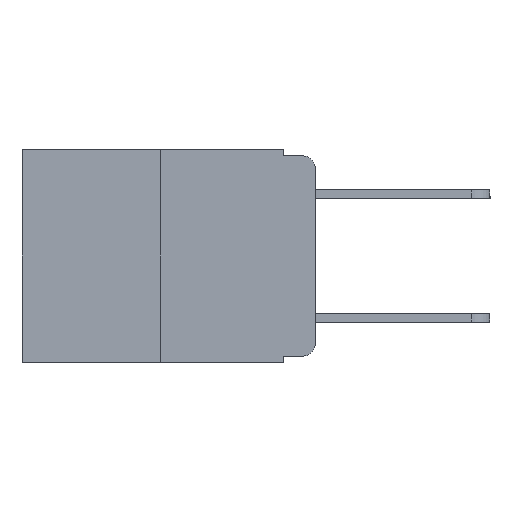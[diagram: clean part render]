
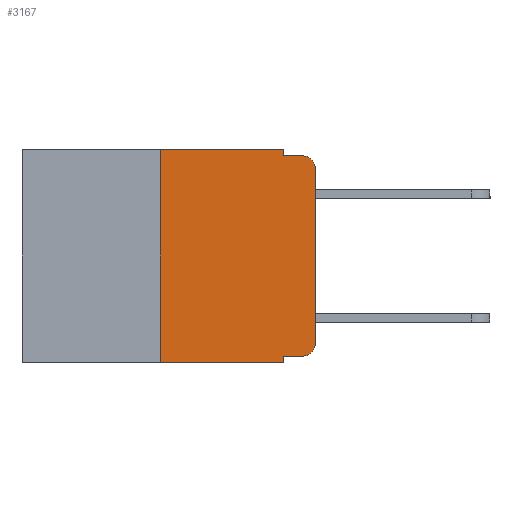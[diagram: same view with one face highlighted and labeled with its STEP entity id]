
A CAD part, left-side view. The second image highlights one B-rep face of the part: STEP entity #3167.
In plain terms, the highlighted planar face has unit normal (-1, 0, 0).
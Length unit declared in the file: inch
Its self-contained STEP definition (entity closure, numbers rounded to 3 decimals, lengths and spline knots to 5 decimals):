
#200 = VERTEX_POINT ( 'NONE', #11167 ) ;
#234 = CARTESIAN_POINT ( 'NONE',  ( 0., 0.473, -0.343 ) ) ;
#423 = DIRECTION ( 'NONE',  ( 1., 0., 0. ) ) ;
#493 = ORIENTED_EDGE ( 'NONE', *, *, #5415, .T. ) ;
#686 = LINE ( 'NONE', #7455, #8996 ) ;
#688 = PLANE ( 'NONE',  #2323 ) ;
#742 = CARTESIAN_POINT ( 'NONE',  ( 0., 0.473, 0. ) ) ;
#760 = DIRECTION ( 'NONE',  ( 0., -1., 0. ) ) ;
#801 = CARTESIAN_POINT ( 'NONE',  ( 0., 0.051, 0. ) ) ;
#1064 = ORIENTED_EDGE ( 'NONE', *, *, #5417, .T. ) ;
#1098 = VECTOR ( 'NONE', #7537, 39.37008 ) ;
#1211 = LINE ( 'NONE', #2193, #9960 ) ;
#1403 = VERTEX_POINT ( 'NONE', #3360 ) ;
#1739 = CARTESIAN_POINT ( 'NONE',  ( 0., 0., 0. ) ) ;
#1942 = VERTEX_POINT ( 'NONE', #5391 ) ;
#2193 = CARTESIAN_POINT ( 'NONE',  ( 0., 0.051, -0.333 ) ) ;
#2323 = AXIS2_PLACEMENT_3D ( 'NONE', #742, #423, #3340 ) ;
#2444 = VERTEX_POINT ( 'NONE', #12182 ) ;
#2849 = DIRECTION ( 'NONE',  ( 0., 0., 1. ) ) ;
#2942 = LINE ( 'NONE', #801, #6016 ) ;
#2948 = AXIS2_PLACEMENT_3D ( 'NONE', #10195, #4012, #11024 ) ;
#3018 = DIRECTION ( 'NONE',  ( 0., 0., 1. ) ) ;
#3167 = ADVANCED_FACE ( 'NONE', ( #11861 ), #688, .F. ) ;
#3340 = DIRECTION ( 'NONE',  ( 0., 0., -1. ) ) ;
#3360 = CARTESIAN_POINT ( 'NONE',  ( 0., 0.051, -0.343 ) ) ;
#3692 = VECTOR ( 'NONE', #12324, 39.37008 ) ;
#4012 = DIRECTION ( 'NONE',  ( -1., 0., 0. ) ) ;
#4118 = CIRCLE ( 'NONE', #9137, 0.02 ) ;
#4296 = EDGE_CURVE ( 'NONE', #2444, #8573, #9320, .T. ) ;
#4297 = VECTOR ( 'NONE', #2849, 39.37008 ) ;
#4480 = LINE ( 'NONE', #6634, #12145 ) ;
#5087 = VERTEX_POINT ( 'NONE', #12778 ) ;
#5301 = EDGE_CURVE ( 'NONE', #8482, #200, #12035, .T. ) ;
#5322 = EDGE_CURVE ( 'NONE', #200, #5666, #9550, .T. ) ;
#5324 = EDGE_CURVE ( 'NONE', #8003, #5666, #686, .T. ) ;
#5340 = EDGE_CURVE ( 'NONE', #8573, #8003, #2942, .T. ) ;
#5344 = EDGE_CURVE ( 'NONE', #1942, #2444, #8695, .T. ) ;
#5370 = CARTESIAN_POINT ( 'NONE',  ( 0., 0.02, -0.01 ) ) ;
#5388 = EDGE_CURVE ( 'NONE', #5967, #1403, #4480, .T. ) ;
#5391 = CARTESIAN_POINT ( 'NONE',  ( 0., 0.25, -0.343 ) ) ;
#5415 = EDGE_CURVE ( 'NONE', #5967, #5087, #1211, .T. ) ;
#5417 = EDGE_CURVE ( 'NONE', #5087, #8482, #4118, .T. ) ;
#5627 = VECTOR ( 'NONE', #3018, 39.37008 ) ;
#5666 = VERTEX_POINT ( 'NONE', #5370 ) ;
#5820 = CARTESIAN_POINT ( 'NONE',  ( 0., 0.051, -0.01 ) ) ;
#5967 = VERTEX_POINT ( 'NONE', #10625 ) ;
#6016 = VECTOR ( 'NONE', #8462, 39.37008 ) ;
#6436 = CARTESIAN_POINT ( 'NONE',  ( 0., 0.25, 0. ) ) ;
#6634 = CARTESIAN_POINT ( 'NONE',  ( 0., 0.051, 0. ) ) ;
#6760 = DIRECTION ( 'NONE',  ( -1., 0., 0. ) ) ;
#7037 = ORIENTED_EDGE ( 'NONE', *, *, #5301, .T. ) ;
#7380 = ORIENTED_EDGE ( 'NONE', *, *, #5322, .T. ) ;
#7455 = CARTESIAN_POINT ( 'NONE',  ( 0., 0.051, -0.01 ) ) ;
#7537 = DIRECTION ( 'NONE',  ( 0., -1., 0. ) ) ;
#7716 = ORIENTED_EDGE ( 'NONE', *, *, #5324, .F. ) ;
#8003 = VERTEX_POINT ( 'NONE', #5820 ) ;
#8045 = ORIENTED_EDGE ( 'NONE', *, *, #5340, .F. ) ;
#8462 = DIRECTION ( 'NONE',  ( 0., 0., -1. ) ) ;
#8482 = VERTEX_POINT ( 'NONE', #8739 ) ;
#8515 = ORIENTED_EDGE ( 'NONE', *, *, #4296, .F. ) ;
#8554 = ORIENTED_EDGE ( 'NONE', *, *, #5344, .F. ) ;
#8573 = VERTEX_POINT ( 'NONE', #9073 ) ;
#8687 = ORIENTED_EDGE ( 'NONE', *, *, #9018, .T. ) ;
#8695 = LINE ( 'NONE', #6436, #5627 ) ;
#8697 = DIRECTION ( 'NONE',  ( 0., -1., 0. ) ) ;
#8739 = CARTESIAN_POINT ( 'NONE',  ( 0., 0., -0.313 ) ) ;
#8996 = VECTOR ( 'NONE', #760, 39.37008 ) ;
#9018 = EDGE_CURVE ( 'NONE', #1942, #1403, #9357, .T. ) ;
#9073 = CARTESIAN_POINT ( 'NONE',  ( 0., 0.051, 0. ) ) ;
#9137 = AXIS2_PLACEMENT_3D ( 'NONE', #12115, #6760, #12888 ) ;
#9320 = LINE ( 'NONE', #9474, #1098 ) ;
#9357 = LINE ( 'NONE', #234, #3692 ) ;
#9474 = CARTESIAN_POINT ( 'NONE',  ( 0., 0.473, 0. ) ) ;
#9550 = CIRCLE ( 'NONE', #2948, 0.02 ) ;
#9960 = VECTOR ( 'NONE', #8697, 39.37008 ) ;
#10005 = ORIENTED_EDGE ( 'NONE', *, *, #5388, .F. ) ;
#10195 = CARTESIAN_POINT ( 'NONE',  ( 0., 0.02, -0.03 ) ) ;
#10625 = CARTESIAN_POINT ( 'NONE',  ( 0., 0.051, -0.333 ) ) ;
#11024 = DIRECTION ( 'NONE',  ( 0., 0., -1. ) ) ;
#11167 = CARTESIAN_POINT ( 'NONE',  ( 0., 0., -0.03 ) ) ;
#11315 = EDGE_LOOP ( 'NONE', ( #7037, #7380, #7716, #8045, #8515, #8554, #8687, #10005, #493, #1064 ) ) ;
#11861 = FACE_OUTER_BOUND ( 'NONE', #11315, .T. ) ;
#12019 = DIRECTION ( 'NONE',  ( 0., 0., -1. ) ) ;
#12035 = LINE ( 'NONE', #1739, #4297 ) ;
#12115 = CARTESIAN_POINT ( 'NONE',  ( 0., 0.02, -0.313 ) ) ;
#12145 = VECTOR ( 'NONE', #12019, 39.37008 ) ;
#12182 = CARTESIAN_POINT ( 'NONE',  ( 0., 0.25, 0. ) ) ;
#12324 = DIRECTION ( 'NONE',  ( 0., -1., 0. ) ) ;
#12778 = CARTESIAN_POINT ( 'NONE',  ( 0., 0.02, -0.333 ) ) ;
#12888 = DIRECTION ( 'NONE',  ( 0., 0., -1. ) ) ;
